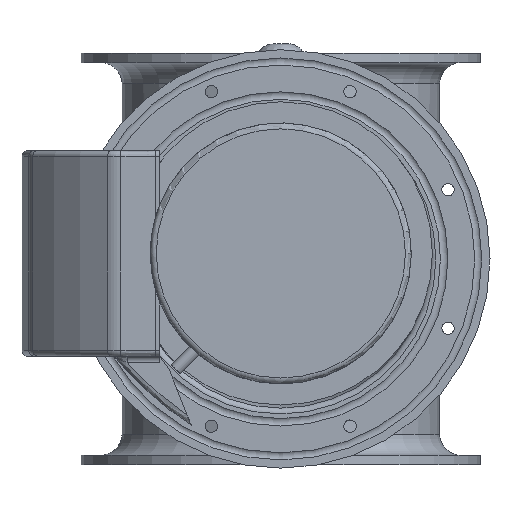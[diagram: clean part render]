
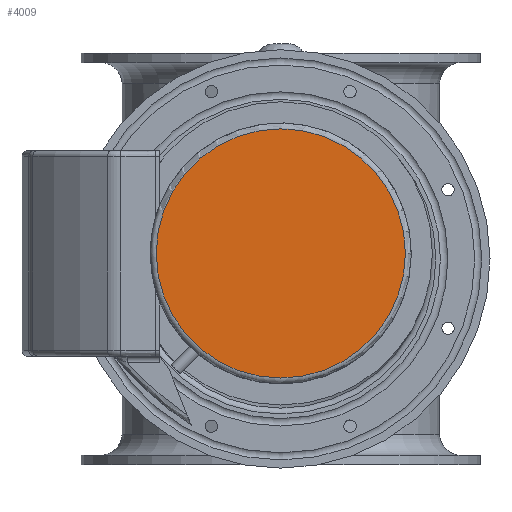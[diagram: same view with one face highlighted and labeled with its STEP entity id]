
A CAD part, front view. The second image highlights one B-rep face of the part: STEP entity #4009.
In plain terms, the highlighted planar face has unit normal (0, -1, 0).
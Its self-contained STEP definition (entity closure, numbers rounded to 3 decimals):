
#944=FACE_OUTER_BOUND('',#1268,.T.);
#1268=EDGE_LOOP('',(#3262));
#1475=CIRCLE('',#4365,106.);
#1805=VERTEX_POINT('',#18903);
#2305=EDGE_CURVE('',#1805,#1805,#1475,.T.);
#3262=ORIENTED_EDGE('',*,*,#2305,.F.);
#3576=PLANE('',#4369);
#4009=ADVANCED_FACE('',(#944),#3576,.T.);
#4365=AXIS2_PLACEMENT_3D('',#18904,#5115,#5116);
#4369=AXIS2_PLACEMENT_3D('',#18909,#5123,#5124);
#5115=DIRECTION('center_axis',(0.,1.,0.));
#5116=DIRECTION('ref_axis',(1.,0.,0.));
#5123=DIRECTION('center_axis',(0.,-1.,0.));
#5124=DIRECTION('ref_axis',(-1.,0.,0.));
#18903=CARTESIAN_POINT('',(-119.447,-570.531,-56.35));
#18904=CARTESIAN_POINT('Origin',(-13.447,-570.531,-56.35));
#18909=CARTESIAN_POINT('Origin',(-13.447,-570.531,-56.35));
